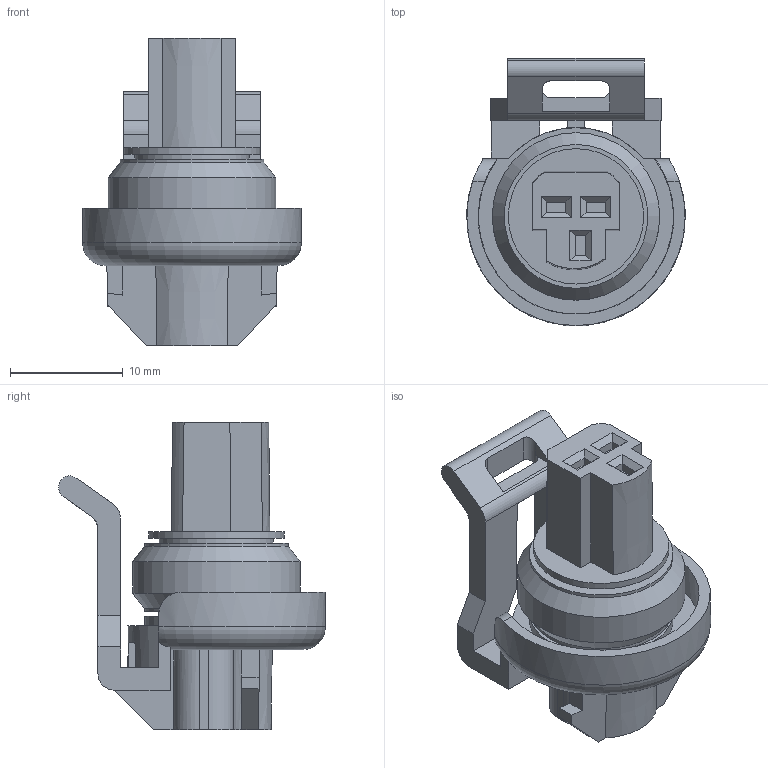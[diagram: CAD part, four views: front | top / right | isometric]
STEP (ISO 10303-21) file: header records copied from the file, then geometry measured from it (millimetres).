
FILE_DESCRIPTION(/* description */ (''),/* implementation_level */ '2;1');
FILE_NAME(/* name */ '13532244-ENV11_01-CONN.stp',/* time_stamp */ '2024-01-26T19:59:25+08:00',/* author */ (''),/* organization */ (''),/* preprocessor_version */ 'ST-DEVELOPER v16',/* originating_system */ 'SIEMENS PLM Software NX 11.0',/* authorisation */ '');
FILE_SCHEMA (('AUTOMOTIVE_DESIGN { 1 0 10303 214 3 1 1 1 }'));
Length unit declared in the file: millimetre
Products named in the file (1): 13532244-ENV11_01-CONN
Bounding box: 19.39 x 23.67 x 27.25 mm (x, y, z)
Volume: 3335.7 mm3; surface area: 2768.2 mm2
Topology: 1 solids, 1 shells, 132 faces, 360 edges, 236 vertices
Faces by surface type: plane 98, cylinder 22, cone 11, torus 1
Full cylindrical faces by diameter (mm): 12 x1, 12.75 x2, 14.85 x1
Entity records: 4218 total; most frequent: CARTESIAN_POINT 884, ORIENTED_EDGE 694, DIRECTION 664, EDGE_CURVE 347, LINE 248, VECTOR 248, VERTEX_POINT 232, AXIS2_PLACEMENT_3D 208
